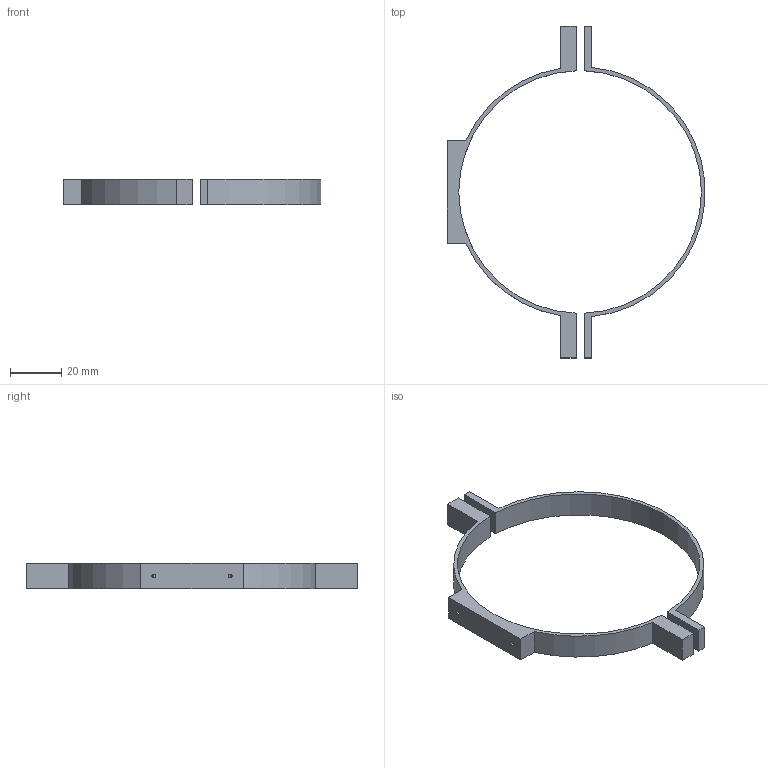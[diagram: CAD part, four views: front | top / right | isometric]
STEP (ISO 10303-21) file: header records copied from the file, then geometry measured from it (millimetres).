
FILE_DESCRIPTION(('FreeCAD Model'),'2;1');
FILE_NAME('Open CASCADE Shape Model','2023-07-03T12:56:55',(''),(''), 'Open CASCADE STEP processor 7.6','FreeCAD','Unknown');
FILE_SCHEMA(('AUTOMOTIVE_DESIGN { 1 0 10303 214 1 1 1 1 }'));
Length unit declared in the file: millimetre
Products named in the file (3): BottleHolder2_2; BottomMiddel1; BottomMiddel2
Assembly tree (2 placements, depth 2):
  BottleHolder2_2
    BottomMiddel1
    BottomMiddel2
Bounding box: 100.81 x 130 x 10 mm (x, y, z)
Volume: 9036.3 mm3; surface area: 9394.5 mm2
Topology: 2 solids, 2 shells, 34 faces, 84 edges, 56 vertices
Faces by surface type: plane 23, cylinder 11
Full cylindrical faces by diameter (mm): 1.5 x4, 3.2 x2
Entity records: 1144 total; most frequent: CARTESIAN_POINT 234, DIRECTION 178, ORIENTED_EDGE 168, EDGE_CURVE 84, AXIS2_PLACEMENT_3D 60, LINE 58, VECTOR 58, VERTEX_POINT 56
